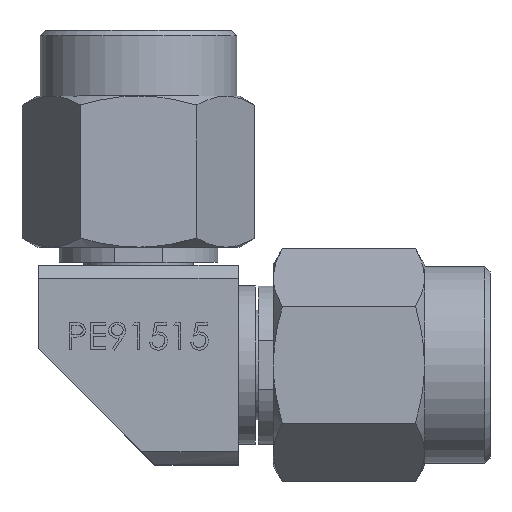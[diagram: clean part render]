
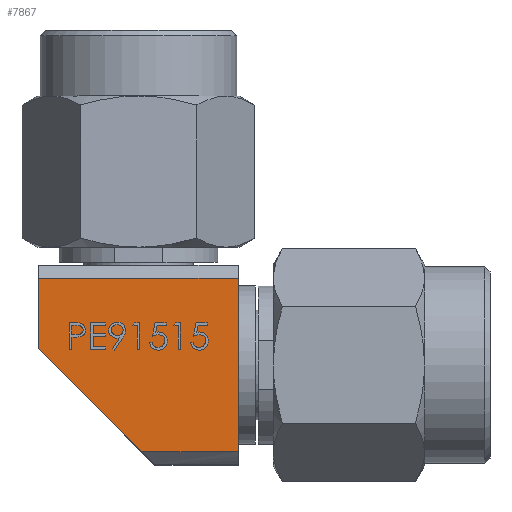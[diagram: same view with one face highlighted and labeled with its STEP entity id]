
A CAD part, top view. The second image highlights one B-rep face of the part: STEP entity #7867.
In plain terms, the highlighted planar face has unit normal (0, 0, 1).
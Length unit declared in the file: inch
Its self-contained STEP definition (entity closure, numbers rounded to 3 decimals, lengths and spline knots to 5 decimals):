
#307 = CARTESIAN_POINT ( 'NONE',  ( -0.02677, -0.13553, 0.15591 ) ) ;
#435 = LINE ( 'NONE', #2929, #2463 ) ;
#519 = DIRECTION ( 'NONE',  ( 1., 0., 0. ) ) ;
#611 = EDGE_CURVE ( 'NONE', #7023, #2344, #5659, .T. ) ;
#761 = EDGE_CURVE ( 'NONE', #7164, #3281, #1041, .T. ) ;
#1041 = LINE ( 'NONE', #7349, #2170 ) ;
#1336 = CARTESIAN_POINT ( 'NONE',  ( -0.02677, -0.13553, 0.15591 ) ) ;
#1593 = ORIENTED_EDGE ( 'NONE', *, *, #6477, .F. ) ;
#1948 = DIRECTION ( 'NONE',  ( 0., 1., 0. ) ) ;
#2021 = EDGE_CURVE ( 'NONE', #6648, #7023, #6767, .T. ) ;
#2170 = VECTOR ( 'NONE', #6092, 39.37008 ) ;
#2321 = DIRECTION ( 'NONE',  ( 0.707, -0.707, 0. ) ) ;
#2344 = VERTEX_POINT ( 'NONE', #4176 ) ;
#2369 = CARTESIAN_POINT ( 'NONE',  ( -0.17707, -0.13553, 0.15591 ) ) ;
#2463 = VECTOR ( 'NONE', #2321, 39.37008 ) ;
#2698 = DIRECTION ( 'NONE',  ( 1., 0., 0. ) ) ;
#2929 = CARTESIAN_POINT ( 'NONE',  ( -0.33858, 0.02598, 0.15591 ) ) ;
#2990 = DIRECTION ( 'NONE',  ( 1., 0., 0. ) ) ;
#3004 = ORIENTED_EDGE ( 'NONE', *, *, #7648, .T. ) ;
#3281 = VERTEX_POINT ( 'NONE', #5658 ) ;
#3935 = CARTESIAN_POINT ( 'NONE',  ( -0.33858, 0.13553, 0.15591 ) ) ;
#4047 = AXIS2_PLACEMENT_3D ( 'NONE', #5581, #7362, #519 ) ;
#4176 = CARTESIAN_POINT ( 'NONE',  ( -0.02677, 0.13553, 0.15591 ) ) ;
#4359 = EDGE_LOOP ( 'NONE', ( #6817, #1593, #5007, #3004, #4382 ) ) ;
#4382 = ORIENTED_EDGE ( 'NONE', *, *, #2021, .T. ) ;
#4792 = VECTOR ( 'NONE', #2990, 39.37008 ) ;
#4861 = CARTESIAN_POINT ( 'NONE',  ( -0.33858, 0.13553, 0.15591 ) ) ;
#5007 = ORIENTED_EDGE ( 'NONE', *, *, #761, .T. ) ;
#5481 = CARTESIAN_POINT ( 'NONE',  ( -0.17707, -0.13553, 0.15591 ) ) ;
#5581 = CARTESIAN_POINT ( 'NONE',  ( 0., 0., 0.15591 ) ) ;
#5658 = CARTESIAN_POINT ( 'NONE',  ( -0.33858, 0.02598, 0.15591 ) ) ;
#5659 = LINE ( 'NONE', #1336, #5839 ) ;
#5839 = VECTOR ( 'NONE', #1948, 39.37008 ) ;
#6092 = DIRECTION ( 'NONE',  ( 0., -1., 0. ) ) ;
#6146 = PLANE ( 'NONE',  #4047 ) ;
#6257 = VECTOR ( 'NONE', #2698, 39.37008 ) ;
#6441 = LINE ( 'NONE', #3935, #6257 ) ;
#6477 = EDGE_CURVE ( 'NONE', #7164, #2344, #6441, .T. ) ;
#6648 = VERTEX_POINT ( 'NONE', #2369 ) ;
#6767 = LINE ( 'NONE', #5481, #4792 ) ;
#6794 = FACE_OUTER_BOUND ( 'NONE', #4359, .T. ) ;
#6817 = ORIENTED_EDGE ( 'NONE', *, *, #611, .T. ) ;
#7023 = VERTEX_POINT ( 'NONE', #307 ) ;
#7164 = VERTEX_POINT ( 'NONE', #4861 ) ;
#7349 = CARTESIAN_POINT ( 'NONE',  ( -0.33858, 0.13553, 0.15591 ) ) ;
#7362 = DIRECTION ( 'NONE',  ( 0., 0., 1. ) ) ;
#7648 = EDGE_CURVE ( 'NONE', #3281, #6648, #435, .T. ) ;
#7867 = ADVANCED_FACE ( 'NONE', ( #6794 ), #6146, .T. ) ;
